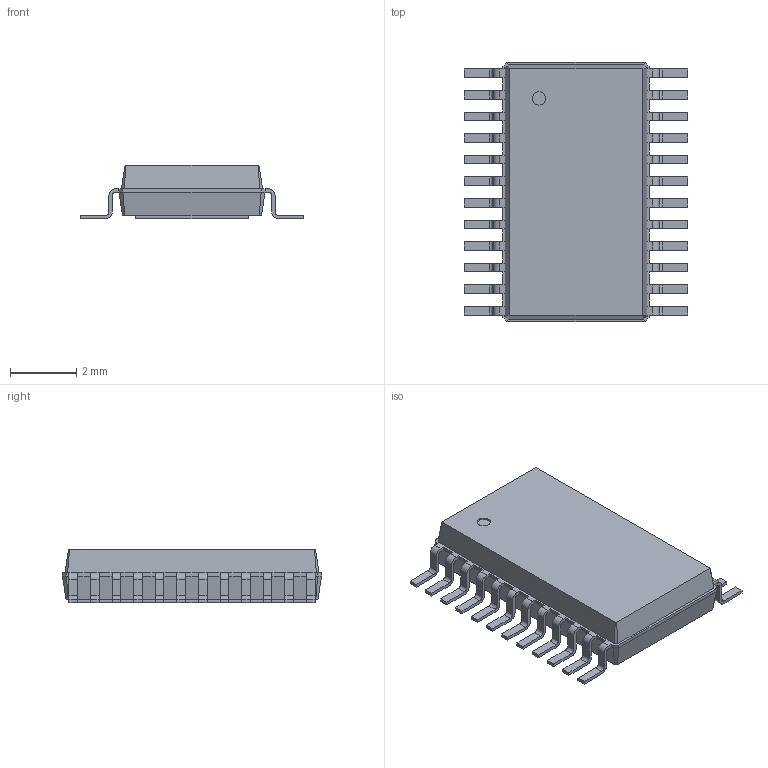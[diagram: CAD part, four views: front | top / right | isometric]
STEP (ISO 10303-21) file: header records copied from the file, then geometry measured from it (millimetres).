
FILE_DESCRIPTION(/* description */ ('model of HTSSOP-24-1EP_4.4x7.8mm_P0.65mm_EP3.4x7.8mm_Mask2.4x4.68mm'),/* implementation_level */ '2;1');
FILE_NAME(/* name */ 'HTSSOP-24-1EP_4.4x7.8mm_P0.65mm_EP3.4x7.8mm_Mask2.4x4.68mm.step',/* time_stamp */ '2018-11-03T20:26:32',/* author */ ('kicad StepUp','ksu'),/* organization */ ('FreeCAD'),/* preprocessor_version */ 'OCC',/* originating_system */ 'kicad StepUp',/* authorisation */ '');
FILE_SCHEMA(('AUTOMOTIVE_DESIGN { 1 0 10303 214 1 1 1 1 }'));
Length unit declared in the file: millimetre
Products named in the file (1): HTSSOP_24_1EP_44x78mm_P065mm_EP34x78mm_Mask24x468mm
Bounding box: 6.72 x 7.8 x 1.6 mm (x, y, z)
Volume: 52 mm3; surface area: 132.9 mm2
Topology: 1 solids, 1 shells, 401 faces, 1071 edges, 674 vertices
Faces by surface type: plane 256, cylinder 97, bspline 48
Full cylindrical faces by diameter (mm): 0.4 x1
Entity records: 7913 total; most frequent: ORIENTED_EDGE 1832, EDGE_CURVE 1071, CARTESIAN_POINT 917, LINE 677, VERTEX_POINT 674, AXIS2_PLACEMENT_3D 475, FACE_BOUND 403, EDGE_LOOP 403
